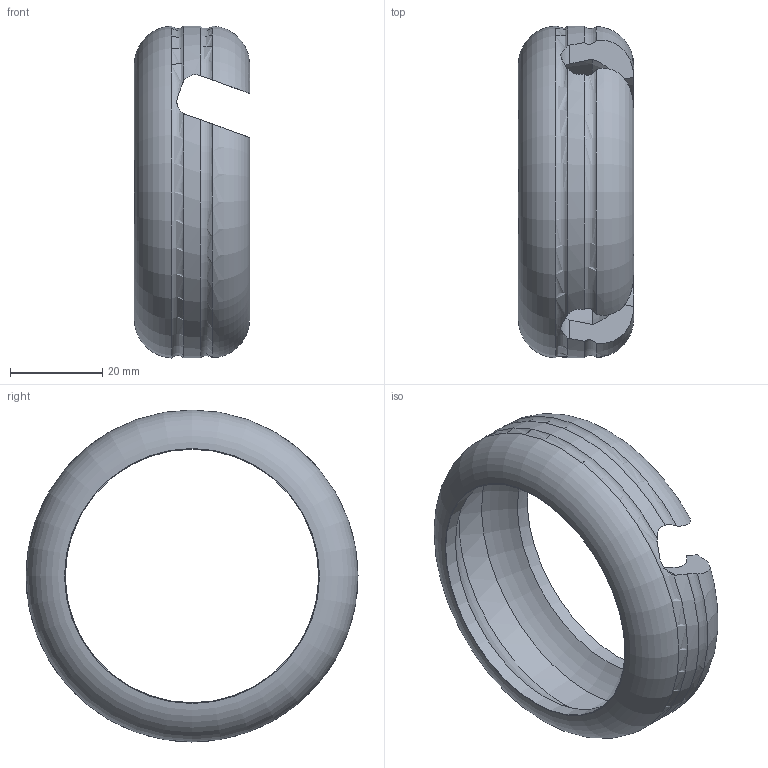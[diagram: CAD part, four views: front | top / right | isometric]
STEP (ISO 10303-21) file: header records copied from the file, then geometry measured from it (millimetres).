
FILE_DESCRIPTION(('STEP AP203'), '1');
FILE_NAME('麧蠉錪 膧貘', '', ('UNSPECIFIED'), ('UNSPECIFIED'), 'C3D Converter', 'C3D Toolkit', '');
FILE_SCHEMA(('CONFIG_CONTROL_DESIGN'));
Length unit declared in the file: millimetre
Bounding box: 25 x 72.02 x 72.02 mm (x, y, z)
Volume: 20888.9 mm3; surface area: 12449 mm2
Topology: 1 solids, 1 shells, 26 faces, 72 edges, 47 vertices
Faces by surface type: cylinder 10, torus 9, plane 7
Full cylindrical faces by diameter (mm): 55 x1, 65 x1
Entity records: 1860 total; most frequent: CARTESIAN_POINT 1243, ORIENTED_EDGE 134, DIRECTION 100, EDGE_CURVE 67, VERTEX_POINT 47, AXIS2_PLACEMENT_3D 46, EDGE_LOOP 32, B_SPLINE_CURVE_WITH_KNOTS 28
